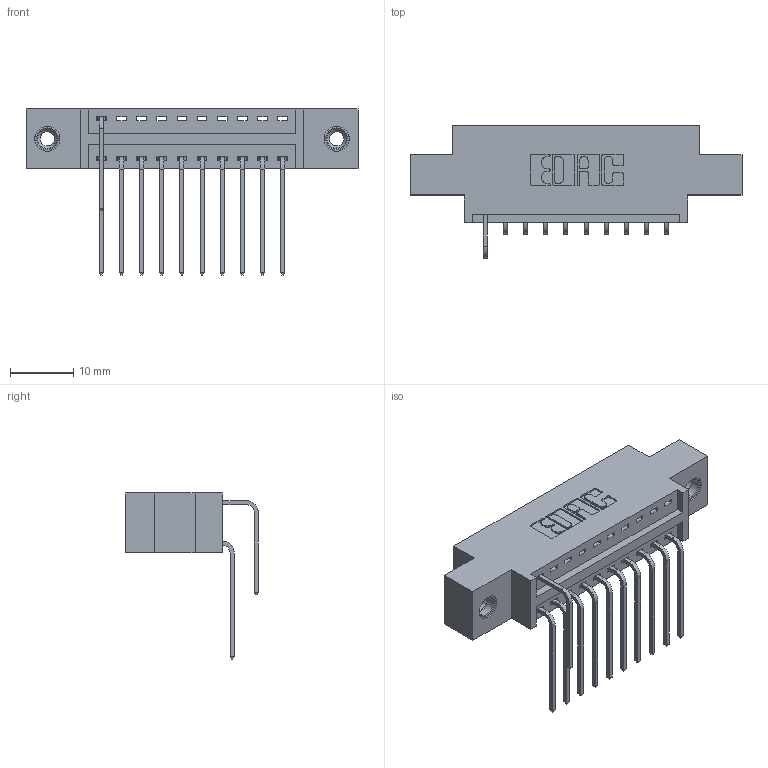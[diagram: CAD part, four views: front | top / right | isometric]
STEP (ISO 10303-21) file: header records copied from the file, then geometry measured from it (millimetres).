
FILE_DESCRIPTION (( 'STEP AP203' ), '1' );
FILE_NAME ('346-020-559-808.STEP', '2018-08-20T22:26:49', ( '' ), ( '' ), 'SwSTEP 2.0', 'SolidWorks 2016', '' );
FILE_SCHEMA (( 'CONFIG_CONTROL_DESIGN' ));
Length unit declared in the file: inch
Products named in the file (5): 345-292-001_558 559 Tail - 1; 345-292-001_559 Tail - 2; 345-250-001_345-250-003-102; 346-020-559-808; 346 Part_0.170 Offset - 0.156 Dia-TI
Assembly tree (14 placements, depth 2):
  346-020-559-808
    346 Part_0.170 Offset - 0.156 Dia-TI
    345-292-001_558 559 Tail - 1  x10
    345-292-001_559 Tail - 2
    345-250-001_345-250-003-102  x2
Bounding box: 52.32 x 20.89 x 26.16 mm (x, y, z)
Volume: 4675 mm3; surface area: 5960.2 mm2
Topology: 14 solids, 14 shells, 834 faces, 2437 edges, 1602 vertices
Faces by surface type: plane 564, cylinder 254, cone 12, torus 4
Entity records: 13648 total; most frequent: CARTESIAN_POINT 2369, ORIENTED_EDGE 2254, DIRECTION 2127, EDGE_CURVE 1127, LINE 895, VECTOR 895, VERTEX_POINT 744, AXIS2_PLACEMENT_3D 616
